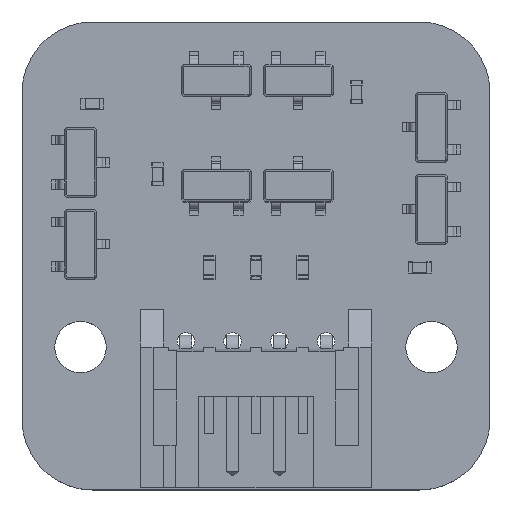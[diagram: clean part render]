
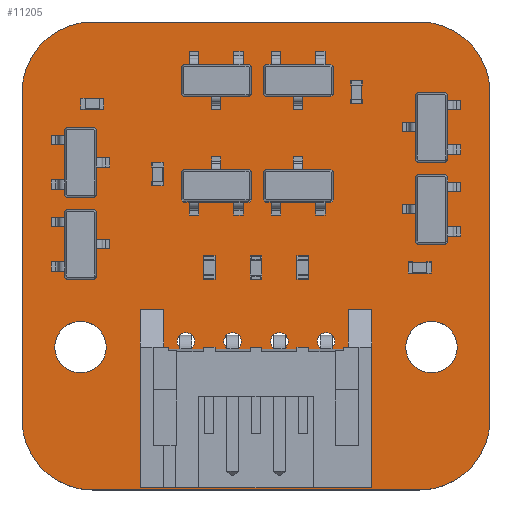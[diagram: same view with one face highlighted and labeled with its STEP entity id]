
A CAD part, top view. The second image highlights one B-rep face of the part: STEP entity #11205.
In plain terms, the highlighted planar face has unit normal (0, 0, 1).
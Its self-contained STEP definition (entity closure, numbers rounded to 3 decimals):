
#10990 = VERTEX_POINT('',#10991);
#10991 = CARTESIAN_POINT('',(7.,10.,1.6));
#10997 = EDGE_CURVE('',#10990,#10998,#11000,.T.);
#10998 = VERTEX_POINT('',#10999);
#10999 = CARTESIAN_POINT('',(10.,7.,1.6));
#11000 = CIRCLE('',#11001,3.);
#11001 = AXIS2_PLACEMENT_3D('',#11002,#11003,#11004);
#11002 = CARTESIAN_POINT('',(7.,7.,1.6));
#11003 = DIRECTION('',(0.,0.,-1.));
#11004 = DIRECTION('',(0.,1.,0.));
#11032 = VERTEX_POINT('',#11033);
#11033 = CARTESIAN_POINT('',(-7.,10.,1.6));
#11039 = EDGE_CURVE('',#11032,#10990,#11040,.T.);
#11040 = LINE('',#11041,#11042);
#11041 = CARTESIAN_POINT('',(-7.,10.,1.6));
#11042 = VECTOR('',#11043,1.);
#11043 = DIRECTION('',(1.,0.,0.));
#11061 = EDGE_CURVE('',#10998,#11062,#11064,.T.);
#11062 = VERTEX_POINT('',#11063);
#11063 = CARTESIAN_POINT('',(10.,-7.,1.6));
#11064 = LINE('',#11065,#11066);
#11065 = CARTESIAN_POINT('',(10.,7.,1.6));
#11066 = VECTOR('',#11067,1.);
#11067 = DIRECTION('',(0.,-1.,0.));
#11205 = ADVANCED_FACE('',(#11206,#11252,#11263,#11274,#11285,#11296,
    #11307),#11318,.F.);
#11206 = FACE_BOUND('',#11207,.F.);
#11207 = EDGE_LOOP('',(#11208,#11209,#11210,#11219,#11227,#11236,#11244,
    #11251));
#11208 = ORIENTED_EDGE('',*,*,#10997,.T.);
#11209 = ORIENTED_EDGE('',*,*,#11061,.T.);
#11210 = ORIENTED_EDGE('',*,*,#11211,.T.);
#11211 = EDGE_CURVE('',#11062,#11212,#11214,.T.);
#11212 = VERTEX_POINT('',#11213);
#11213 = CARTESIAN_POINT('',(7.,-10.,1.6));
#11214 = CIRCLE('',#11215,3.);
#11215 = AXIS2_PLACEMENT_3D('',#11216,#11217,#11218);
#11216 = CARTESIAN_POINT('',(7.,-7.,1.6));
#11217 = DIRECTION('',(0.,0.,-1.));
#11218 = DIRECTION('',(1.,0.,0.));
#11219 = ORIENTED_EDGE('',*,*,#11220,.T.);
#11220 = EDGE_CURVE('',#11212,#11221,#11223,.T.);
#11221 = VERTEX_POINT('',#11222);
#11222 = CARTESIAN_POINT('',(-7.,-10.,1.6));
#11223 = LINE('',#11224,#11225);
#11224 = CARTESIAN_POINT('',(7.,-10.,1.6));
#11225 = VECTOR('',#11226,1.);
#11226 = DIRECTION('',(-1.,0.,0.));
#11227 = ORIENTED_EDGE('',*,*,#11228,.T.);
#11228 = EDGE_CURVE('',#11221,#11229,#11231,.T.);
#11229 = VERTEX_POINT('',#11230);
#11230 = CARTESIAN_POINT('',(-10.,-7.,1.6));
#11231 = CIRCLE('',#11232,3.);
#11232 = AXIS2_PLACEMENT_3D('',#11233,#11234,#11235);
#11233 = CARTESIAN_POINT('',(-7.,-7.,1.6));
#11234 = DIRECTION('',(0.,0.,-1.));
#11235 = DIRECTION('',(0.,-1.,-0.));
#11236 = ORIENTED_EDGE('',*,*,#11237,.T.);
#11237 = EDGE_CURVE('',#11229,#11238,#11240,.T.);
#11238 = VERTEX_POINT('',#11239);
#11239 = CARTESIAN_POINT('',(-10.,7.,1.6));
#11240 = LINE('',#11241,#11242);
#11241 = CARTESIAN_POINT('',(-10.,-7.,1.6));
#11242 = VECTOR('',#11243,1.);
#11243 = DIRECTION('',(0.,1.,0.));
#11244 = ORIENTED_EDGE('',*,*,#11245,.T.);
#11245 = EDGE_CURVE('',#11238,#11032,#11246,.T.);
#11246 = CIRCLE('',#11247,3.);
#11247 = AXIS2_PLACEMENT_3D('',#11248,#11249,#11250);
#11248 = CARTESIAN_POINT('',(-7.,7.,1.6));
#11249 = DIRECTION('',(0.,0.,-1.));
#11250 = DIRECTION('',(-1.,0.,0.));
#11251 = ORIENTED_EDGE('',*,*,#11039,.T.);
#11252 = FACE_BOUND('',#11253,.F.);
#11253 = EDGE_LOOP('',(#11254));
#11254 = ORIENTED_EDGE('',*,*,#11255,.F.);
#11255 = EDGE_CURVE('',#11256,#11256,#11258,.T.);
#11256 = VERTEX_POINT('',#11257);
#11257 = CARTESIAN_POINT('',(-7.5,-5.,1.6));
#11258 = CIRCLE('',#11259,1.1);
#11259 = AXIS2_PLACEMENT_3D('',#11260,#11261,#11262);
#11260 = CARTESIAN_POINT('',(-7.5,-3.9,1.6));
#11261 = DIRECTION('',(-0.,0.,-1.));
#11262 = DIRECTION('',(-0.,-1.,0.));
#11263 = FACE_BOUND('',#11264,.F.);
#11264 = EDGE_LOOP('',(#11265));
#11265 = ORIENTED_EDGE('',*,*,#11266,.F.);
#11266 = EDGE_CURVE('',#11267,#11267,#11269,.T.);
#11267 = VERTEX_POINT('',#11268);
#11268 = CARTESIAN_POINT('',(7.5,-5.,1.6));
#11269 = CIRCLE('',#11270,1.1);
#11270 = AXIS2_PLACEMENT_3D('',#11271,#11272,#11273);
#11271 = CARTESIAN_POINT('',(7.5,-3.9,1.6));
#11272 = DIRECTION('',(-0.,0.,-1.));
#11273 = DIRECTION('',(-0.,-1.,0.));
#11274 = FACE_BOUND('',#11275,.F.);
#11275 = EDGE_LOOP('',(#11276));
#11276 = ORIENTED_EDGE('',*,*,#11277,.F.);
#11277 = EDGE_CURVE('',#11278,#11278,#11280,.T.);
#11278 = VERTEX_POINT('',#11279);
#11279 = CARTESIAN_POINT('',(3.,-4.025,1.6));
#11280 = CIRCLE('',#11281,0.375);
#11281 = AXIS2_PLACEMENT_3D('',#11282,#11283,#11284);
#11282 = CARTESIAN_POINT('',(3.,-3.65,1.6));
#11283 = DIRECTION('',(-0.,0.,-1.));
#11284 = DIRECTION('',(-0.,-1.,0.));
#11285 = FACE_BOUND('',#11286,.F.);
#11286 = EDGE_LOOP('',(#11287));
#11287 = ORIENTED_EDGE('',*,*,#11288,.F.);
#11288 = EDGE_CURVE('',#11289,#11289,#11291,.T.);
#11289 = VERTEX_POINT('',#11290);
#11290 = CARTESIAN_POINT('',(1.,-4.025,1.6));
#11291 = CIRCLE('',#11292,0.375);
#11292 = AXIS2_PLACEMENT_3D('',#11293,#11294,#11295);
#11293 = CARTESIAN_POINT('',(1.,-3.65,1.6));
#11294 = DIRECTION('',(-0.,0.,-1.));
#11295 = DIRECTION('',(-0.,-1.,0.));
#11296 = FACE_BOUND('',#11297,.F.);
#11297 = EDGE_LOOP('',(#11298));
#11298 = ORIENTED_EDGE('',*,*,#11299,.F.);
#11299 = EDGE_CURVE('',#11300,#11300,#11302,.T.);
#11300 = VERTEX_POINT('',#11301);
#11301 = CARTESIAN_POINT('',(-1.,-4.025,1.6));
#11302 = CIRCLE('',#11303,0.375);
#11303 = AXIS2_PLACEMENT_3D('',#11304,#11305,#11306);
#11304 = CARTESIAN_POINT('',(-1.,-3.65,1.6));
#11305 = DIRECTION('',(-0.,0.,-1.));
#11306 = DIRECTION('',(-0.,-1.,0.));
#11307 = FACE_BOUND('',#11308,.F.);
#11308 = EDGE_LOOP('',(#11309));
#11309 = ORIENTED_EDGE('',*,*,#11310,.F.);
#11310 = EDGE_CURVE('',#11311,#11311,#11313,.T.);
#11311 = VERTEX_POINT('',#11312);
#11312 = CARTESIAN_POINT('',(-3.,-4.025,1.6));
#11313 = CIRCLE('',#11314,0.375);
#11314 = AXIS2_PLACEMENT_3D('',#11315,#11316,#11317);
#11315 = CARTESIAN_POINT('',(-3.,-3.65,1.6));
#11316 = DIRECTION('',(-0.,0.,-1.));
#11317 = DIRECTION('',(-0.,-1.,0.));
#11318 = PLANE('',#11319);
#11319 = AXIS2_PLACEMENT_3D('',#11320,#11321,#11322);
#11320 = CARTESIAN_POINT('',(0.,0.,1.6)
  );
#11321 = DIRECTION('',(-0.,-0.,-1.));
#11322 = DIRECTION('',(-1.,0.,0.));
